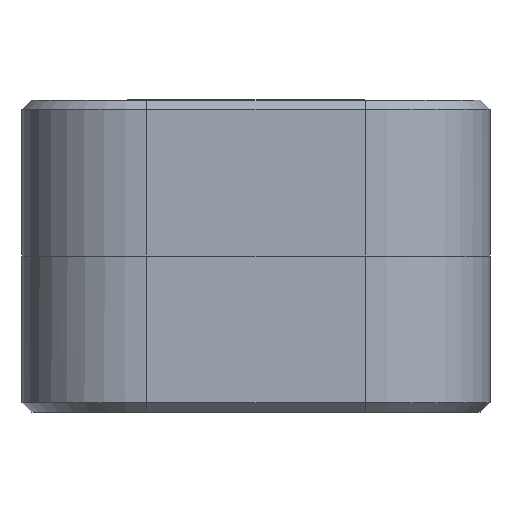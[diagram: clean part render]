
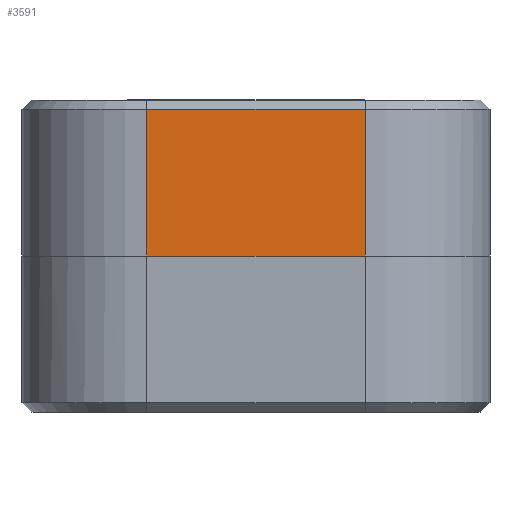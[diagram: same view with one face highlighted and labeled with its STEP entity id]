
A CAD part, front view. The second image highlights one B-rep face of the part: STEP entity #3591.
In plain terms, the highlighted planar face has unit normal (0, -1, 0).
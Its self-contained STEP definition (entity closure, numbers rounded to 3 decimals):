
#338=DIRECTION('',(-1.,0.,0.));
#339=VECTOR('',#338,7.);
#340=CARTESIAN_POINT('',(3.5,-9.,-0.2));
#341=LINE('',#340,#339);
#1257=DIRECTION('',(0.,0.,-1.));
#1258=VECTOR('',#1257,4.7);
#1259=CARTESIAN_POINT('',(3.5,-9.,4.5));
#1260=LINE('',#1259,#1258);
#1261=DIRECTION('',(1.,0.,0.));
#1262=VECTOR('',#1261,7.);
#1263=CARTESIAN_POINT('',(-3.5,-9.,4.5));
#1264=LINE('',#1263,#1262);
#1265=DIRECTION('',(0.,0.,-1.));
#1266=VECTOR('',#1265,4.7);
#1267=CARTESIAN_POINT('',(-3.5,-9.,4.5));
#1268=LINE('',#1267,#1266);
#1719=CARTESIAN_POINT('',(3.5,-9.,4.5));
#1720=VERTEX_POINT('',#1719);
#1728=CARTESIAN_POINT('',(-3.5,-9.,4.5));
#1730=VERTEX_POINT('',#1728);
#1760=CARTESIAN_POINT('',(3.5,-9.,-0.2));
#1762=VERTEX_POINT('',#1760);
#1763=CARTESIAN_POINT('',(-3.5,-9.,-0.2));
#1764=VERTEX_POINT('',#1763);
#3578=CARTESIAN_POINT('',(-7.5,-9.,0.));
#3579=DIRECTION('',(0.,-1.,0.));
#3580=DIRECTION('',(1.,0.,0.));
#3581=AXIS2_PLACEMENT_3D('',#3578,#3579,#3580);
#3582=PLANE('',#3581);
#3583=ORIENTED_EDGE('',*,*,#3568,.T.);
#3584=ORIENTED_EDGE('',*,*,#2188,.T.);
#3586=ORIENTED_EDGE('',*,*,#3585,.F.);
#3588=ORIENTED_EDGE('',*,*,#3587,.T.);
#3589=EDGE_LOOP('',(#3583,#3584,#3586,#3588));
#3590=FACE_OUTER_BOUND('',#3589,.F.);
#3591=ADVANCED_FACE('',(#3590),#3582,.T.);
#2188=EDGE_CURVE('',#1762,#1764,#341,.T.);
#3568=EDGE_CURVE('',#1720,#1762,#1260,.T.);
#3585=EDGE_CURVE('',#1730,#1764,#1268,.T.);
#3587=EDGE_CURVE('',#1730,#1720,#1264,.T.);
